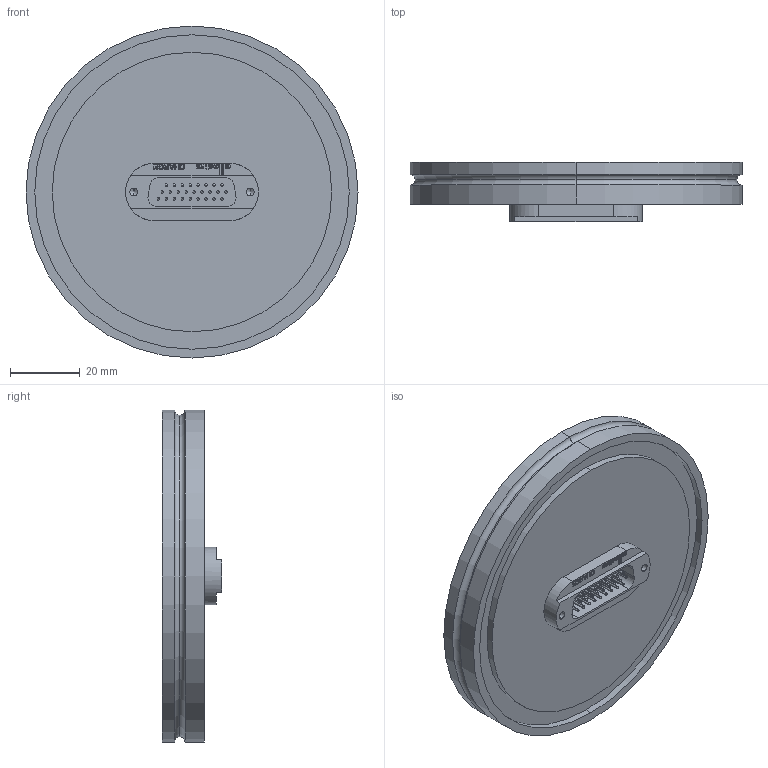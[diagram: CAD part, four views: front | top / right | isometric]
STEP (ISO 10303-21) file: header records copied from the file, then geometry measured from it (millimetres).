
FILE_DESCRIPTION (( 'STEP AP214' ), '1' );
FILE_NAME ('210-HD26-ISO63.step', '2025-02-17T20:31:07', ( '' ), ( '' ), 'SwSTEP 2.0', 'SolidWorks 2022', '' );
FILE_SCHEMA (( 'AUTOMOTIVE_DESIGN' ));
Length unit declared in the file: millimetre
Products named in the file (5): 210-HD26-ISO63; 9210-D15-ISO63_DN063 ISO-K; 9210-PIN-FENI-0.7_vergoldet; 9218-HDX-SS_26pol.0,7 mm Logo; 218-HDX-SS_218-HD26-SS
Assembly tree (29 placements, depth 3):
  210-HD26-ISO63
    9210-D15-ISO63_DN063 ISO-K
    218-HDX-SS_218-HD26-SS
      9218-HDX-SS_26pol.0,7 mm Logo
      9210-PIN-FENI-0.7_vergoldet  x26
Bounding box: 95 x 17 x 95 mm (x, y, z)
Volume: 77437.2 mm3; surface area: 25211.6 mm2
Topology: 28 solids, 28 shells, 427 faces, 1173 edges, 772 vertices
Faces by surface type: cylinder 184, plane 150, sphere 52, bspline 27, cone 8, torus 6
Entity records: 12279 total; most frequent: CARTESIAN_POINT 3558, DIRECTION 1751, ORIENTED_EDGE 1718, EDGE_CURVE 859, AXIS2_PLACEMENT_3D 613, VERTEX_POINT 568, LINE 525, VECTOR 525
